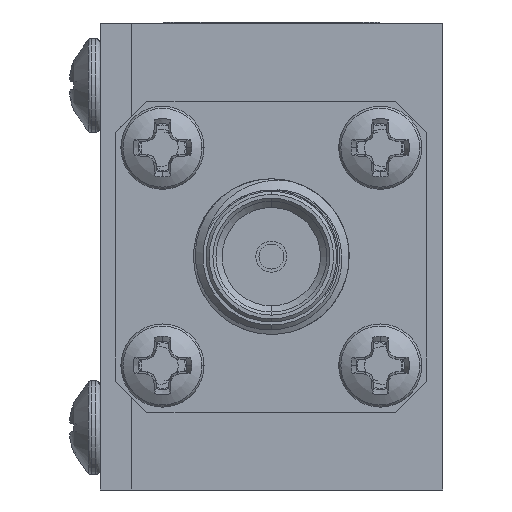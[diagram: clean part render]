
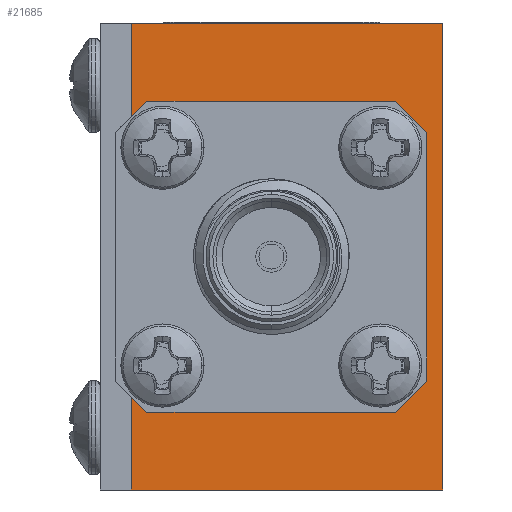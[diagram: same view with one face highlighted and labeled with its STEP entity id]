
A CAD part, left-side view. The second image highlights one B-rep face of the part: STEP entity #21685.
In plain terms, the highlighted planar face has unit normal (-1, 0, 0).
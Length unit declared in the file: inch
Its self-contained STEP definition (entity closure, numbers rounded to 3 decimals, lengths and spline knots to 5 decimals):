
#203 = EDGE_CURVE ( 'NONE', #30413, #6908, #28447, .T. ) ;
#478 = CARTESIAN_POINT ( 'NONE',  ( -0.85, -0.25, -0.25 ) ) ;
#535 = EDGE_CURVE ( 'NONE', #17797, #34419, #11293, .T. ) ;
#630 = CARTESIAN_POINT ( 'NONE',  ( -0.85, -0.25, 0.25 ) ) ;
#1085 = EDGE_CURVE ( 'NONE', #13331, #6908, #31211, .T. ) ;
#1425 = VECTOR ( 'NONE', #27838, 39.37008 ) ;
#1707 = LINE ( 'NONE', #8071, #33379 ) ;
#2084 = CARTESIAN_POINT ( 'NONE',  ( -0.85, -0.225, 0.225 ) ) ;
#4046 = CARTESIAN_POINT ( 'NONE',  ( -0.85, -0.275, 0.375 ) ) ;
#4463 = EDGE_CURVE ( 'NONE', #8201, #38821, #34294, .T. ) ;
#4545 = VERTEX_POINT ( 'NONE', #30989 ) ;
#4908 = VECTOR ( 'NONE', #13025, 39.37008 ) ;
#4926 = AXIS2_PLACEMENT_3D ( 'NONE', #24436, #9590, #8762 ) ;
#5509 = CARTESIAN_POINT ( 'NONE',  ( -0.85, 0.225, 0.375 ) ) ;
#5594 = CARTESIAN_POINT ( 'NONE',  ( -0.85, -0.2, 0.25 ) ) ;
#5706 = VERTEX_POINT ( 'NONE', #31712 ) ;
#5753 = EDGE_CURVE ( 'NONE', #32842, #4545, #28839, .T. ) ;
#6085 = VECTOR ( 'NONE', #12351, 39.37008 ) ;
#6576 = VERTEX_POINT ( 'NONE', #38222 ) ;
#6908 = VERTEX_POINT ( 'NONE', #28993 ) ;
#7118 = CARTESIAN_POINT ( 'NONE',  ( -0.85, -0.275, 0.375 ) ) ;
#7319 = DIRECTION ( 'NONE',  ( 0., -1., 0. ) ) ;
#7401 = VECTOR ( 'NONE', #10884, 39.37008 ) ;
#8071 = CARTESIAN_POINT ( 'NONE',  ( -0.85, -0.275, -0.375 ) ) ;
#8201 = VERTEX_POINT ( 'NONE', #32661 ) ;
#8722 = VECTOR ( 'NONE', #28357, 39.37008 ) ;
#8762 = DIRECTION ( 'NONE',  ( 0., 1., 0. ) ) ;
#9590 = DIRECTION ( 'NONE',  ( 1., 0., 0. ) ) ;
#10001 = EDGE_CURVE ( 'NONE', #8201, #6576, #12829, .T. ) ;
#10427 = VECTOR ( 'NONE', #10806, 39.37008 ) ;
#10806 = DIRECTION ( 'NONE',  ( 0., 0., -1. ) ) ;
#10884 = DIRECTION ( 'NONE',  ( 0., 0., 1. ) ) ;
#11178 = LINE ( 'NONE', #17758, #39317 ) ;
#11293 = LINE ( 'NONE', #5509, #7401 ) ;
#11549 = DIRECTION ( 'NONE',  ( 0., -1., 0. ) ) ;
#11747 = CARTESIAN_POINT ( 'NONE',  ( -0.85, -0.25, -0.25 ) ) ;
#11948 = LINE ( 'NONE', #2084, #1425 ) ;
#12103 = ORIENTED_EDGE ( 'NONE', *, *, #14541, .T. ) ;
#12351 = DIRECTION ( 'NONE',  ( 0., 0., 1. ) ) ;
#12829 = LINE ( 'NONE', #478, #4908 ) ;
#12863 = CARTESIAN_POINT ( 'NONE',  ( -0.85, 0.225, -0.375 ) ) ;
#13025 = DIRECTION ( 'NONE',  ( 0., 0., 1. ) ) ;
#13314 = DIRECTION ( 'NONE',  ( 0., -0.707, 0.707 ) ) ;
#13331 = VERTEX_POINT ( 'NONE', #33818 ) ;
#14004 = ORIENTED_EDGE ( 'NONE', *, *, #10001, .F. ) ;
#14541 = EDGE_CURVE ( 'NONE', #17797, #4545, #11178, .T. ) ;
#15264 = VECTOR ( 'NONE', #34198, 39.37008 ) ;
#15353 = CARTESIAN_POINT ( 'NONE',  ( -0.85, 0.225, -0.225 ) ) ;
#15687 = EDGE_CURVE ( 'NONE', #30413, #40388, #1707, .T. ) ;
#17758 = CARTESIAN_POINT ( 'NONE',  ( -0.85, 0.225, 0.225 ) ) ;
#17797 = VERTEX_POINT ( 'NONE', #29840 ) ;
#18947 = EDGE_LOOP ( 'NONE', ( #22148, #12103, #28297, #38232, #14004, #24480, #24096, #31018, #32660, #35174, #32592, #36627 ) ) ;
#18954 = CARTESIAN_POINT ( 'NONE',  ( -0.85, 0.225, 0.375 ) ) ;
#20506 = LINE ( 'NONE', #4046, #10427 ) ;
#20650 = DIRECTION ( 'NONE',  ( 0., -1., 0. ) ) ;
#21685 = ADVANCED_FACE ( 'NONE', ( #37820 ), #27937, .F. ) ;
#21870 = LINE ( 'NONE', #11747, #23419 ) ;
#22148 = ORIENTED_EDGE ( 'NONE', *, *, #535, .F. ) ;
#23419 = VECTOR ( 'NONE', #11549, 39.37008 ) ;
#24096 = ORIENTED_EDGE ( 'NONE', *, *, #29532, .F. ) ;
#24436 = CARTESIAN_POINT ( 'NONE',  ( -0.85, -0.275, 0.375 ) ) ;
#24480 = ORIENTED_EDGE ( 'NONE', *, *, #4463, .T. ) ;
#25689 = CARTESIAN_POINT ( 'NONE',  ( -0.85, 0.225, 0.375 ) ) ;
#27712 = DIRECTION ( 'NONE',  ( 0., 0.707, -0.707 ) ) ;
#27838 = DIRECTION ( 'NONE',  ( 0., -0.707, -0.707 ) ) ;
#27937 = PLANE ( 'NONE',  #4926 ) ;
#28032 = CARTESIAN_POINT ( 'NONE',  ( -0.85, -0.275, -0.375 ) ) ;
#28259 = EDGE_CURVE ( 'NONE', #32842, #6576, #11948, .T. ) ;
#28297 = ORIENTED_EDGE ( 'NONE', *, *, #5753, .F. ) ;
#28357 = DIRECTION ( 'NONE',  ( 0., 0.707, 0.707 ) ) ;
#28447 = LINE ( 'NONE', #18954, #6085 ) ;
#28839 = LINE ( 'NONE', #630, #15264 ) ;
#28993 = CARTESIAN_POINT ( 'NONE',  ( -0.85, 0.225, -0.225 ) ) ;
#29532 = EDGE_CURVE ( 'NONE', #13331, #38821, #21870, .T. ) ;
#29840 = CARTESIAN_POINT ( 'NONE',  ( -0.85, 0.225, 0.225 ) ) ;
#30166 = EDGE_CURVE ( 'NONE', #34419, #5706, #32248, .T. ) ;
#30413 = VERTEX_POINT ( 'NONE', #12863 ) ;
#30989 = CARTESIAN_POINT ( 'NONE',  ( -0.85, 0.2, 0.25 ) ) ;
#31018 = ORIENTED_EDGE ( 'NONE', *, *, #1085, .T. ) ;
#31211 = LINE ( 'NONE', #15353, #8722 ) ;
#31712 = CARTESIAN_POINT ( 'NONE',  ( -0.85, -0.275, 0.375 ) ) ;
#32248 = LINE ( 'NONE', #7118, #32650 ) ;
#32592 = ORIENTED_EDGE ( 'NONE', *, *, #33243, .F. ) ;
#32650 = VECTOR ( 'NONE', #7319, 39.37008 ) ;
#32660 = ORIENTED_EDGE ( 'NONE', *, *, #203, .F. ) ;
#32661 = CARTESIAN_POINT ( 'NONE',  ( -0.85, -0.25, -0.2 ) ) ;
#32842 = VERTEX_POINT ( 'NONE', #5594 ) ;
#33005 = VECTOR ( 'NONE', #27712, 39.37008 ) ;
#33243 = EDGE_CURVE ( 'NONE', #5706, #40388, #20506, .T. ) ;
#33379 = VECTOR ( 'NONE', #20650, 39.37008 ) ;
#33818 = CARTESIAN_POINT ( 'NONE',  ( -0.85, 0.2, -0.25 ) ) ;
#34198 = DIRECTION ( 'NONE',  ( 0., 1., 0. ) ) ;
#34294 = LINE ( 'NONE', #37178, #33005 ) ;
#34419 = VERTEX_POINT ( 'NONE', #25689 ) ;
#35174 = ORIENTED_EDGE ( 'NONE', *, *, #15687, .T. ) ;
#36627 = ORIENTED_EDGE ( 'NONE', *, *, #30166, .F. ) ;
#37178 = CARTESIAN_POINT ( 'NONE',  ( -0.85, -0.225, -0.225 ) ) ;
#37688 = CARTESIAN_POINT ( 'NONE',  ( -0.85, -0.2, -0.25 ) ) ;
#37820 = FACE_OUTER_BOUND ( 'NONE', #18947, .T. ) ;
#38222 = CARTESIAN_POINT ( 'NONE',  ( -0.85, -0.25, 0.2 ) ) ;
#38232 = ORIENTED_EDGE ( 'NONE', *, *, #28259, .T. ) ;
#38821 = VERTEX_POINT ( 'NONE', #37688 ) ;
#39317 = VECTOR ( 'NONE', #13314, 39.37008 ) ;
#40388 = VERTEX_POINT ( 'NONE', #28032 ) ;
